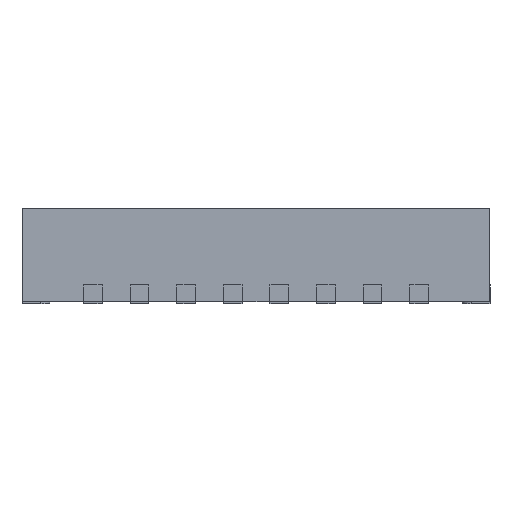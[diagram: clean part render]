
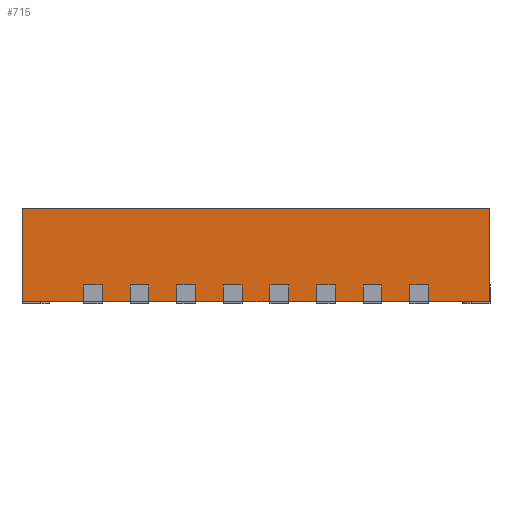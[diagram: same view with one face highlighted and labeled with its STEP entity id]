
A CAD part, left-side view. The second image highlights one B-rep face of the part: STEP entity #715.
In plain terms, the highlighted planar face has unit normal (-1, 0, 0).
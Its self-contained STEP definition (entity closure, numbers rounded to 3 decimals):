
#715 = ADVANCED_FACE ( 'NONE', ( #24691 ), #6500, .F. ) ;
#924 = DIRECTION ( 'NONE',  ( 0., -1., 0. ) ) ;
#1869 = DIRECTION ( 'NONE',  ( 0., 0., -1. ) ) ;
#2802 = DIRECTION ( 'NONE',  ( 0., 0., -1. ) ) ;
#3231 = CARTESIAN_POINT ( 'NONE',  ( -2.5, 2.5, 1. ) ) ;
#3317 = CARTESIAN_POINT ( 'NONE',  ( -2.5, -2.5, 0. ) ) ;
#4029 = CARTESIAN_POINT ( 'NONE',  ( -2.5, -2.5, 1. ) ) ;
#5248 = ORIENTED_EDGE ( 'NONE', *, *, #8459, .T. ) ;
#5300 = EDGE_CURVE ( 'NONE', #6379, #11850, #7861, .T. ) ;
#5383 = CARTESIAN_POINT ( 'NONE',  ( -2.5, 2.5, 1. ) ) ;
#6379 = VERTEX_POINT ( 'NONE', #5383 ) ;
#6500 = PLANE ( 'NONE',  #26726 ) ;
#7861 = LINE ( 'NONE', #3231, #13234 ) ;
#8459 = EDGE_CURVE ( 'NONE', #11850, #25334, #18620, .T. ) ;
#8875 = CARTESIAN_POINT ( 'NONE',  ( -2.5, -2.5, 1. ) ) ;
#8891 = CARTESIAN_POINT ( 'NONE',  ( -2.5, -2.5, 1. ) ) ;
#9320 = LINE ( 'NONE', #8875, #24771 ) ;
#10016 = CARTESIAN_POINT ( 'NONE',  ( -2.5, -2.5, 0. ) ) ;
#11087 = VERTEX_POINT ( 'NONE', #17284 ) ;
#11850 = VERTEX_POINT ( 'NONE', #22863 ) ;
#11983 = EDGE_CURVE ( 'NONE', #6379, #11087, #15135, .T. ) ;
#13145 = VECTOR ( 'NONE', #924, 1000. ) ;
#13234 = VECTOR ( 'NONE', #2802, 1000. ) ;
#14945 = EDGE_CURVE ( 'NONE', #11087, #25334, #9320, .T. ) ;
#15135 = LINE ( 'NONE', #4029, #16217 ) ;
#16217 = VECTOR ( 'NONE', #17111, 1000. ) ;
#16467 = ORIENTED_EDGE ( 'NONE', *, *, #14945, .F. ) ;
#16905 = ORIENTED_EDGE ( 'NONE', *, *, #5300, .T. ) ;
#17111 = DIRECTION ( 'NONE',  ( 0., -1., 0. ) ) ;
#17284 = CARTESIAN_POINT ( 'NONE',  ( -2.5, -2.5, 1. ) ) ;
#17964 = DIRECTION ( 'NONE',  ( 1., 0., 0. ) ) ;
#18620 = LINE ( 'NONE', #10016, #13145 ) ;
#19145 = ORIENTED_EDGE ( 'NONE', *, *, #11983, .F. ) ;
#22863 = CARTESIAN_POINT ( 'NONE',  ( -2.5, 2.5, 0. ) ) ;
#24691 = FACE_OUTER_BOUND ( 'NONE', #28225, .T. ) ;
#24771 = VECTOR ( 'NONE', #1869, 1000. ) ;
#25334 = VERTEX_POINT ( 'NONE', #3317 ) ;
#26726 = AXIS2_PLACEMENT_3D ( 'NONE', #8891, #17964, #27114 ) ;
#27114 = DIRECTION ( 'NONE',  ( 0., 0., -1. ) ) ;
#28225 = EDGE_LOOP ( 'NONE', ( #5248, #16467, #19145, #16905 ) ) ;
